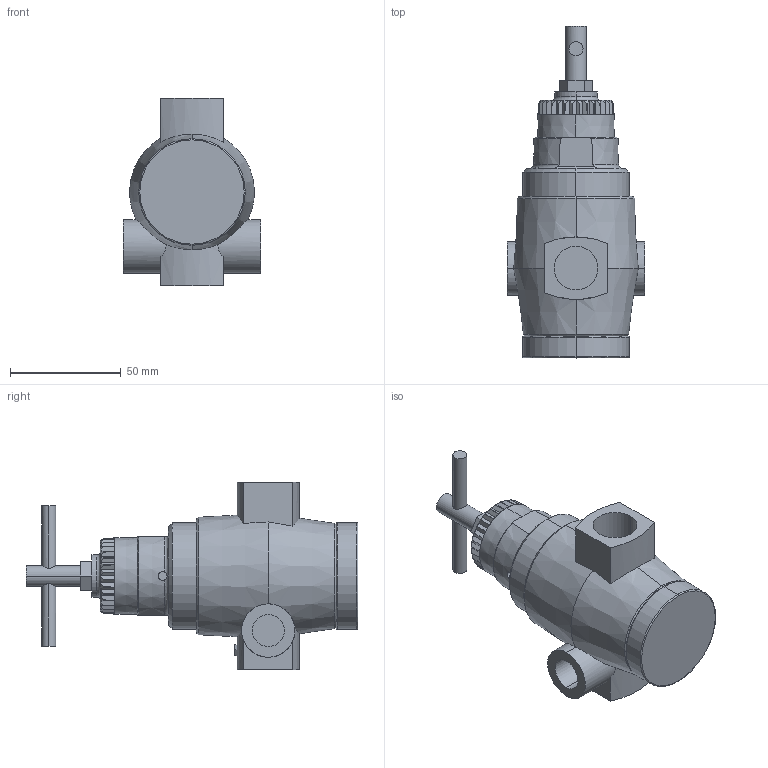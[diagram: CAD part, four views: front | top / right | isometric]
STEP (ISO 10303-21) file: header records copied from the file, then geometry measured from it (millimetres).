
FILE_DESCRIPTION (( 'STEP AP214' ), '1' );
FILE_NAME ('Norgren-R43-406-NNEA.step', '2019-03-03T23:55:36', ( '' ), ( '' ), 'SwSTEP 2.0', 'SolidWorks 2019', '' );
FILE_SCHEMA (( 'AUTOMOTIVE_DESIGN' ));
Length unit declared in the file: inch
Products named in the file (6): Norgren-R43-406-NNEA_R43_HANDLE; Norgren-R43-406-NNEA; Norgren-R43-406-NNEA_R43_CAP BOTTOM; Norgren-R43-406-NNEA_R43_BONNET; Norgren-R43-406-NNEA_R43_BODY_1_2 PTF; Norgren-R43-406-NNEA_R43_NUT_025
Assembly tree (5 placements, depth 2):
  Norgren-R43-406-NNEA
    Norgren-R43-406-NNEA_R43_BODY_1_2 PTF
    Norgren-R43-406-NNEA_R43_CAP BOTTOM
    Norgren-R43-406-NNEA_R43_NUT_025
    Norgren-R43-406-NNEA_R43_BONNET
    Norgren-R43-406-NNEA_R43_HANDLE
Bounding box: 61.98 x 149.92 x 84.84 mm (x, y, z)
Volume: 183945 mm3; surface area: 51779.1 mm2
Topology: 5 solids, 5 shells, 243 faces, 628 edges, 416 vertices
Faces by surface type: plane 129, cone 54, cylinder 52, torus 8
Entity records: 9207 total; most frequent: CARTESIAN_POINT 2259, ORIENTED_EDGE 1256, DIRECTION 1130, EDGE_CURVE 628, AXIS2_PLACEMENT_3D 427, VERTEX_POINT 416, VECTOR 276, LINE 276
